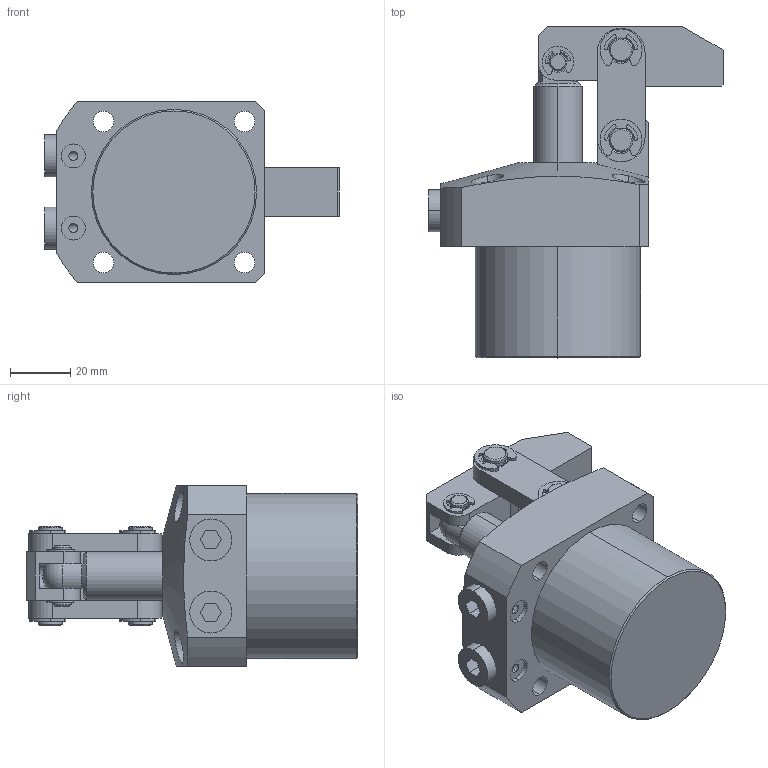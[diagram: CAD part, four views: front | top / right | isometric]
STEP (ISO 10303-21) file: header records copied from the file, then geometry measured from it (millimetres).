
FILE_DESCRIPTION (( 'STEP AP214' ), '1' );
FILE_NAME ('CLKA-055G油压杠杆缸三维图.STEP', '2022-06-27T00:51:26', ( 'PC' ), ( '' ), 'SwSTEP 2.0', 'SolidWorks 2016', '' );
FILE_SCHEMA (( 'AUTOMOTIVE_DESIGN' ));
Length unit declared in the file: millimetre
Products named in the file (10): CLKA-40揤旋2_3_3; CLKA-055活塞杆_3; 开口挡圈8_3_3; 40酗种_3_3; CLKA-055G油压杠杆缸三维图; CLKA-055蟀裝; 055G掛极; 囀鞠褒黑芛郔陔1-8_1; 开口挡圈6_3_3; 40傻种1_3_3
Assembly tree (16 placements, depth 2):
  CLKA-055G油压杠杆缸三维图
    40酗种_3_3  x2
    开口挡圈8_3_3  x4
    CLKA-055活塞杆_3
    CLKA-40揤旋2_3_3
    40傻种1_3_3
    开口挡圈6_3_3  x2
    囀鞠褒黑芛郔陔1-8_1  x2
    055G掛极
    CLKA-055蟀裝  x2
Bounding box: 98 x 110.5 x 60 mm (x, y, z)
Volume: 187271.7 mm3; surface area: 52480.7 mm2
Topology: 16 solids, 16 shells, 424 faces, 1060 edges, 693 vertices
Faces by surface type: cylinder 225, plane 139, cone 55, bspline 4, sphere 1
Entity records: 8555 total; most frequent: CARTESIAN_POINT 1896, DIRECTION 1402, ORIENTED_EDGE 1234, EDGE_CURVE 617, AXIS2_PLACEMENT_3D 556, VERTEX_POINT 401, EDGE_LOOP 302, VECTOR 290
